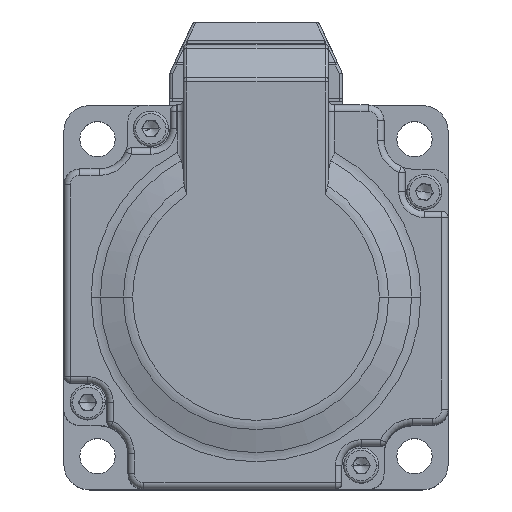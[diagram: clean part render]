
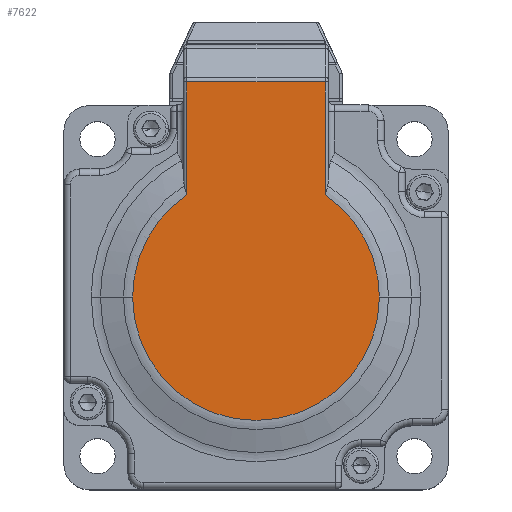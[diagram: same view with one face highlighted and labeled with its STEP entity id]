
A CAD part, top view. The second image highlights one B-rep face of the part: STEP entity #7622.
In plain terms, the highlighted planar face has unit normal (0, 0, 1).
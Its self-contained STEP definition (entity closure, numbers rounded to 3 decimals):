
#1635 = DIRECTION ( 'NONE',  ( 0., 1., 0. ) ) ;
#4000 = EDGE_LOOP ( 'NONE', ( #38153, #15491, #16183, #48540, #54930, #29166 ) ) ;
#4923 = CARTESIAN_POINT ( 'NONE',  ( -11.3, 33.586, 77.7 ) ) ;
#5272 = EDGE_CURVE ( 'NONE', #31724, #26526, #55097, .T. ) ;
#5817 = DIRECTION ( 'NONE',  ( 1., 0., 0. ) ) ;
#6302 = DIRECTION ( 'NONE',  ( 0., 0., 1. ) ) ;
#6414 = VERTEX_POINT ( 'NONE', #41353 ) ;
#7579 = CARTESIAN_POINT ( 'NONE',  ( 10.8, 15.954, 77.7 ) ) ;
#7622 = ADVANCED_FACE ( 'NONE', ( #8158 ), #37056, .T. ) ;
#8158 = FACE_OUTER_BOUND ( 'NONE', #4000, .T. ) ;
#9166 = DIRECTION ( 'NONE',  ( 0., -1., 0. ) ) ;
#9175 = CIRCLE ( 'NONE', #49864, 19.266 ) ;
#11006 = DIRECTION ( 'NONE',  ( 1., 0., 0. ) ) ;
#14308 = LINE ( 'NONE', #35804, #34487 ) ;
#14742 = DIRECTION ( 'NONE',  ( 0., 0., 1. ) ) ;
#15491 = ORIENTED_EDGE ( 'NONE', *, *, #33074, .T. ) ;
#16183 = ORIENTED_EDGE ( 'NONE', *, *, #50984, .T. ) ;
#18930 = CARTESIAN_POINT ( 'NONE',  ( 0., 0., 77.7 ) ) ;
#21523 = CARTESIAN_POINT ( 'NONE',  ( -19.266, 0., 77.7 ) ) ;
#26526 = VERTEX_POINT ( 'NONE', #21523 ) ;
#27921 = CARTESIAN_POINT ( 'NONE',  ( 10.8, 33.586, 77.7 ) ) ;
#28229 = CARTESIAN_POINT ( 'NONE',  ( 0., 0., 77.7 ) ) ;
#29166 = ORIENTED_EDGE ( 'NONE', *, *, #43837, .T. ) ;
#30694 = VERTEX_POINT ( 'NONE', #7579 ) ;
#31365 = AXIS2_PLACEMENT_3D ( 'NONE', #32391, #54358, #54550 ) ;
#31724 = VERTEX_POINT ( 'NONE', #33209 ) ;
#32087 = EDGE_CURVE ( 'NONE', #30694, #40488, #57356, .T. ) ;
#32391 = CARTESIAN_POINT ( 'NONE',  ( 0., 0., 77.7 ) ) ;
#32988 = DIRECTION ( 'NONE',  ( 1., 0., 0. ) ) ;
#33074 = EDGE_CURVE ( 'NONE', #26526, #6414, #9175, .T. ) ;
#33209 = CARTESIAN_POINT ( 'NONE',  ( -10.8, 15.954, 77.7 ) ) ;
#34487 = VECTOR ( 'NONE', #9166, 1000. ) ;
#35298 = DIRECTION ( 'NONE',  ( -1., 0., 0. ) ) ;
#35804 = CARTESIAN_POINT ( 'NONE',  ( -10.8, 16.502, 77.7 ) ) ;
#36188 = AXIS2_PLACEMENT_3D ( 'NONE', #28229, #14742, #5817 ) ;
#36276 = AXIS2_PLACEMENT_3D ( 'NONE', #18930, #6302, #32988 ) ;
#37056 = PLANE ( 'NONE',  #36276 ) ;
#38036 = DIRECTION ( 'NONE',  ( 0., 0., 1. ) ) ;
#38153 = ORIENTED_EDGE ( 'NONE', *, *, #5272, .T. ) ;
#40488 = VERTEX_POINT ( 'NONE', #53325 ) ;
#41264 = VERTEX_POINT ( 'NONE', #51076 ) ;
#41353 = CARTESIAN_POINT ( 'NONE',  ( 19.266, 0., 77.7 ) ) ;
#42300 = LINE ( 'NONE', #4923, #55550 ) ;
#42335 = CARTESIAN_POINT ( 'NONE',  ( 0., 0., 77.7 ) ) ;
#43837 = EDGE_CURVE ( 'NONE', #41264, #31724, #14308, .T. ) ;
#44781 = VECTOR ( 'NONE', #1635, 1000. ) ;
#45083 = CIRCLE ( 'NONE', #31365, 19.266 ) ;
#48540 = ORIENTED_EDGE ( 'NONE', *, *, #32087, .T. ) ;
#49864 = AXIS2_PLACEMENT_3D ( 'NONE', #42335, #38036, #11006 ) ;
#50921 = EDGE_CURVE ( 'NONE', #40488, #41264, #42300, .T. ) ;
#50984 = EDGE_CURVE ( 'NONE', #6414, #30694, #45083, .T. ) ;
#51076 = CARTESIAN_POINT ( 'NONE',  ( -10.8, 33.586, 77.7 ) ) ;
#53325 = CARTESIAN_POINT ( 'NONE',  ( 10.8, 33.586, 77.7 ) ) ;
#54358 = DIRECTION ( 'NONE',  ( 0., 0., 1. ) ) ;
#54550 = DIRECTION ( 'NONE',  ( 1., 0., 0. ) ) ;
#54930 = ORIENTED_EDGE ( 'NONE', *, *, #50921, .T. ) ;
#55097 = CIRCLE ( 'NONE', #36188, 19.266 ) ;
#55550 = VECTOR ( 'NONE', #35298, 1000. ) ;
#57356 = LINE ( 'NONE', #27921, #44781 ) ;
